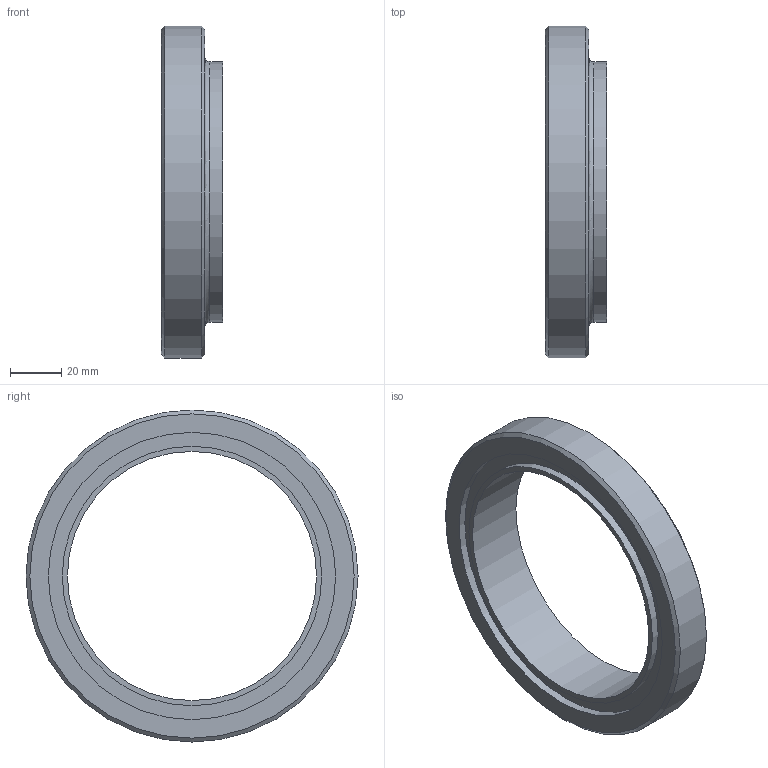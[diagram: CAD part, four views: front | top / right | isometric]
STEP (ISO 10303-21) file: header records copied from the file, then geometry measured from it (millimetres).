
FILE_DESCRIPTION((''),'2;1');
FILE_NAME('15752101X.stp','2010-08-10T13:39:35',('thilbrands'),(''),'Autodesk Inventor 2008','Autodesk Inventor 2008','');
FILE_SCHEMA(('AUTOMOTIVE_DESIGN { 1 0 10303 214 1 1 1 1 }'));
Length unit declared in the file: millimetre
Products named in the file (1): 157520251
Bounding box: 24 x 130 x 130 mm (x, y, z)
Volume: 96927.9 mm3; surface area: 29348.9 mm2
Topology: 1 solids, 1 shells, 13 faces, 21 edges, 13 vertices
Faces by surface type: cylinder 5, plane 5, cone 2, bspline 1
Full cylindrical faces by diameter (mm): 97.6 x1, 101.6 x1, 102 x1, 112.5 x1, 130 x1
Entity records: 334 total; most frequent: CARTESIAN_POINT 84, DIRECTION 52, AXIS2_PLACEMENT_3D 26, ORIENTED_EDGE 26, EDGE_LOOP 26, VERTEX_POINT 13, CIRCLE 13, EDGE_CURVE 13
